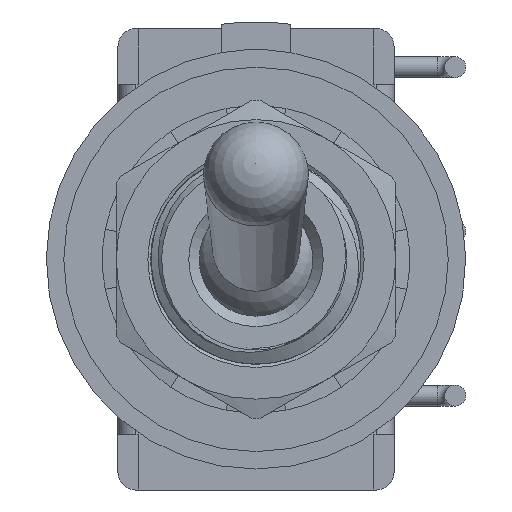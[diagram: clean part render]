
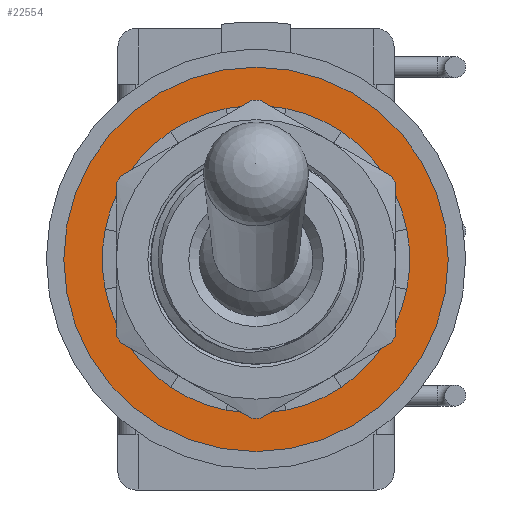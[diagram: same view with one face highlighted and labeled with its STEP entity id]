
A CAD part, front view. The second image highlights one B-rep face of the part: STEP entity #22554.
In plain terms, the highlighted planar face has unit normal (0, -1, 0).
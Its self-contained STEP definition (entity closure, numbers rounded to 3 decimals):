
#151=FACE_BOUND('',#3602,.T.);
#300=PLANE('',#24041);
#1028=CIRCLE('',#24026,4.4);
#1029=CIRCLE('',#24028,4.4);
#1030=CIRCLE('',#24030,4.4);
#1031=CIRCLE('',#24032,4.4);
#1032=CIRCLE('',#24034,4.4);
#1033=CIRCLE('',#24036,4.4);
#1034=CIRCLE('',#24038,4.4);
#1035=CIRCLE('',#24040,4.4);
#1036=CIRCLE('',#24042,5.5);
#1037=CIRCLE('',#24043,4.4);
#1038=CIRCLE('',#24044,4.4);
#1039=CIRCLE('',#24045,4.4);
#1040=CIRCLE('',#24046,4.4);
#1041=CIRCLE('',#24047,4.4);
#1042=CIRCLE('',#24048,4.4);
#1043=CIRCLE('',#24049,4.4);
#1044=CIRCLE('',#24050,4.4);
#2314=FACE_OUTER_BOUND('',#3601,.T.);
#3601=EDGE_LOOP('',(#15658));
#3602=EDGE_LOOP('',(#15659,#15660,#15661,#15662,#15663,#15664,#15665,#15666,
#15667,#15668,#15669,#15670,#15671,#15672,#15673,#15674));
#9294=VERTEX_POINT('',#63895);
#9295=VERTEX_POINT('',#63897);
#9296=VERTEX_POINT('',#63901);
#9297=VERTEX_POINT('',#63903);
#9298=VERTEX_POINT('',#63907);
#9299=VERTEX_POINT('',#63909);
#9300=VERTEX_POINT('',#63913);
#9301=VERTEX_POINT('',#63915);
#9302=VERTEX_POINT('',#63919);
#9303=VERTEX_POINT('',#63921);
#9304=VERTEX_POINT('',#63925);
#9305=VERTEX_POINT('',#63927);
#9306=VERTEX_POINT('',#63931);
#9307=VERTEX_POINT('',#63933);
#9308=VERTEX_POINT('',#63937);
#9309=VERTEX_POINT('',#63939);
#9310=VERTEX_POINT('',#63943);
#11732=EDGE_CURVE('',#9294,#9295,#1028,.T.);
#11735=EDGE_CURVE('',#9296,#9297,#1029,.T.);
#11738=EDGE_CURVE('',#9298,#9299,#1030,.T.);
#11741=EDGE_CURVE('',#9300,#9301,#1031,.T.);
#11744=EDGE_CURVE('',#9302,#9303,#1032,.T.);
#11747=EDGE_CURVE('',#9304,#9305,#1033,.T.);
#11750=EDGE_CURVE('',#9306,#9307,#1034,.T.);
#11753=EDGE_CURVE('',#9308,#9309,#1035,.T.);
#11754=EDGE_CURVE('',#9310,#9310,#1036,.T.);
#11755=EDGE_CURVE('',#9309,#9294,#1037,.T.);
#11756=EDGE_CURVE('',#9295,#9296,#1038,.T.);
#11757=EDGE_CURVE('',#9297,#9298,#1039,.T.);
#11758=EDGE_CURVE('',#9299,#9300,#1040,.T.);
#11759=EDGE_CURVE('',#9301,#9302,#1041,.T.);
#11760=EDGE_CURVE('',#9303,#9304,#1042,.T.);
#11761=EDGE_CURVE('',#9305,#9306,#1043,.T.);
#11762=EDGE_CURVE('',#9307,#9308,#1044,.T.);
#15658=ORIENTED_EDGE('',*,*,#11754,.F.);
#15659=ORIENTED_EDGE('',*,*,#11755,.T.);
#15660=ORIENTED_EDGE('',*,*,#11732,.T.);
#15661=ORIENTED_EDGE('',*,*,#11756,.T.);
#15662=ORIENTED_EDGE('',*,*,#11735,.T.);
#15663=ORIENTED_EDGE('',*,*,#11757,.T.);
#15664=ORIENTED_EDGE('',*,*,#11738,.T.);
#15665=ORIENTED_EDGE('',*,*,#11758,.T.);
#15666=ORIENTED_EDGE('',*,*,#11741,.T.);
#15667=ORIENTED_EDGE('',*,*,#11759,.T.);
#15668=ORIENTED_EDGE('',*,*,#11744,.T.);
#15669=ORIENTED_EDGE('',*,*,#11760,.T.);
#15670=ORIENTED_EDGE('',*,*,#11747,.T.);
#15671=ORIENTED_EDGE('',*,*,#11761,.T.);
#15672=ORIENTED_EDGE('',*,*,#11750,.T.);
#15673=ORIENTED_EDGE('',*,*,#11762,.T.);
#15674=ORIENTED_EDGE('',*,*,#11753,.T.);
#22554=ADVANCED_FACE('',(#2314,#151),#300,.T.);
#24026=AXIS2_PLACEMENT_3D('',#63899,#26922,#26923);
#24028=AXIS2_PLACEMENT_3D('',#63905,#26928,#26929);
#24030=AXIS2_PLACEMENT_3D('',#63911,#26934,#26935);
#24032=AXIS2_PLACEMENT_3D('',#63917,#26940,#26941);
#24034=AXIS2_PLACEMENT_3D('',#63923,#26946,#26947);
#24036=AXIS2_PLACEMENT_3D('',#63929,#26952,#26953);
#24038=AXIS2_PLACEMENT_3D('',#63935,#26958,#26959);
#24040=AXIS2_PLACEMENT_3D('',#63941,#26964,#26965);
#24041=AXIS2_PLACEMENT_3D('',#63942,#26966,#26967);
#24042=AXIS2_PLACEMENT_3D('',#63944,#26968,#26969);
#24043=AXIS2_PLACEMENT_3D('',#63945,#26970,#26971);
#24044=AXIS2_PLACEMENT_3D('',#63946,#26972,#26973);
#24045=AXIS2_PLACEMENT_3D('',#63947,#26974,#26975);
#24046=AXIS2_PLACEMENT_3D('',#63948,#26976,#26977);
#24047=AXIS2_PLACEMENT_3D('',#63949,#26978,#26979);
#24048=AXIS2_PLACEMENT_3D('',#63950,#26980,#26981);
#24049=AXIS2_PLACEMENT_3D('',#63951,#26982,#26983);
#24050=AXIS2_PLACEMENT_3D('',#63952,#26984,#26985);
#26922=DIRECTION('center_axis',(0.,1.,0.));
#26923=DIRECTION('ref_axis',(0.556,0.,0.831));
#26928=DIRECTION('center_axis',(0.,1.,0.));
#26929=DIRECTION('ref_axis',(0.981,0.,0.195));
#26934=DIRECTION('center_axis',(0.,1.,0.));
#26935=DIRECTION('ref_axis',(0.831,0.,-0.556));
#26940=DIRECTION('center_axis',(0.,1.,0.));
#26941=DIRECTION('ref_axis',(0.195,0.,-0.981));
#26946=DIRECTION('center_axis',(0.,1.,0.));
#26947=DIRECTION('ref_axis',(-0.556,0.,-0.831));
#26952=DIRECTION('center_axis',(0.,1.,0.));
#26953=DIRECTION('ref_axis',(-0.981,0.,-0.195));
#26958=DIRECTION('center_axis',(0.,1.,0.));
#26959=DIRECTION('ref_axis',(-0.831,0.,0.556));
#26964=DIRECTION('center_axis',(0.,1.,0.));
#26965=DIRECTION('ref_axis',(-0.195,0.,0.981));
#26966=DIRECTION('center_axis',(0.,-1.,0.));
#26967=DIRECTION('ref_axis',(0.,0.,
-1.));
#26968=DIRECTION('center_axis',(0.,1.,0.));
#26969=DIRECTION('ref_axis',(0.,0.,
-1.));
#26970=DIRECTION('center_axis',(0.,1.,0.));
#26971=DIRECTION('ref_axis',(0.195,0.,0.981));
#26972=DIRECTION('center_axis',(0.,1.,0.));
#26973=DIRECTION('ref_axis',(0.831,0.,0.556));
#26974=DIRECTION('center_axis',(0.,1.,0.));
#26975=DIRECTION('ref_axis',(0.981,0.,-0.195));
#26976=DIRECTION('center_axis',(0.,1.,0.));
#26977=DIRECTION('ref_axis',(0.556,0.,-0.831));
#26978=DIRECTION('center_axis',(0.,1.,0.));
#26979=DIRECTION('ref_axis',(-0.195,0.,-0.981));
#26980=DIRECTION('center_axis',(0.,1.,0.));
#26981=DIRECTION('ref_axis',(-0.831,0.,-0.556));
#26982=DIRECTION('center_axis',(0.,1.,0.));
#26983=DIRECTION('ref_axis',(-0.981,0.,0.195));
#26984=DIRECTION('center_axis',(0.,1.,0.));
#26985=DIRECTION('ref_axis',(-0.556,0.,0.831));
#63895=CARTESIAN_POINT('',(2.445,-2.9,3.658));
#63897=CARTESIAN_POINT('',(3.658,-2.9,2.445));
#63899=CARTESIAN_POINT('Origin',(0.,-2.9,0.));
#63901=CARTESIAN_POINT('',(4.315,-2.9,0.858));
#63903=CARTESIAN_POINT('',(4.315,-2.9,-0.858));
#63905=CARTESIAN_POINT('Origin',(0.,-2.9,0.));
#63907=CARTESIAN_POINT('',(3.658,-2.9,-2.445));
#63909=CARTESIAN_POINT('',(2.445,-2.9,-3.658));
#63911=CARTESIAN_POINT('Origin',(0.,-2.9,0.));
#63913=CARTESIAN_POINT('',(0.858,-2.9,-4.315));
#63915=CARTESIAN_POINT('',(-0.858,-2.9,-4.315));
#63917=CARTESIAN_POINT('Origin',(0.,-2.9,0.));
#63919=CARTESIAN_POINT('',(-2.445,-2.9,-3.658));
#63921=CARTESIAN_POINT('',(-3.658,-2.9,-2.445));
#63923=CARTESIAN_POINT('Origin',(0.,-2.9,0.));
#63925=CARTESIAN_POINT('',(-4.315,-2.9,-0.858));
#63927=CARTESIAN_POINT('',(-4.315,-2.9,0.858));
#63929=CARTESIAN_POINT('Origin',(0.,-2.9,0.));
#63931=CARTESIAN_POINT('',(-3.658,-2.9,2.445));
#63933=CARTESIAN_POINT('',(-2.445,-2.9,3.658));
#63935=CARTESIAN_POINT('Origin',(0.,-2.9,0.));
#63937=CARTESIAN_POINT('',(-0.858,-2.9,4.315));
#63939=CARTESIAN_POINT('',(0.858,-2.9,4.315));
#63941=CARTESIAN_POINT('Origin',(0.,-2.9,0.));
#63942=CARTESIAN_POINT('Origin',(0.,-2.9,0.));
#63943=CARTESIAN_POINT('',(0.,-2.9,5.5));
#63944=CARTESIAN_POINT('Origin',(0.,-2.9,0.));
#63945=CARTESIAN_POINT('Origin',(0.,-2.9,0.));
#63946=CARTESIAN_POINT('Origin',(0.,-2.9,0.));
#63947=CARTESIAN_POINT('Origin',(0.,-2.9,0.));
#63948=CARTESIAN_POINT('Origin',(0.,-2.9,0.));
#63949=CARTESIAN_POINT('Origin',(0.,-2.9,0.));
#63950=CARTESIAN_POINT('Origin',(0.,-2.9,0.));
#63951=CARTESIAN_POINT('Origin',(0.,-2.9,0.));
#63952=CARTESIAN_POINT('Origin',(0.,-2.9,0.));
